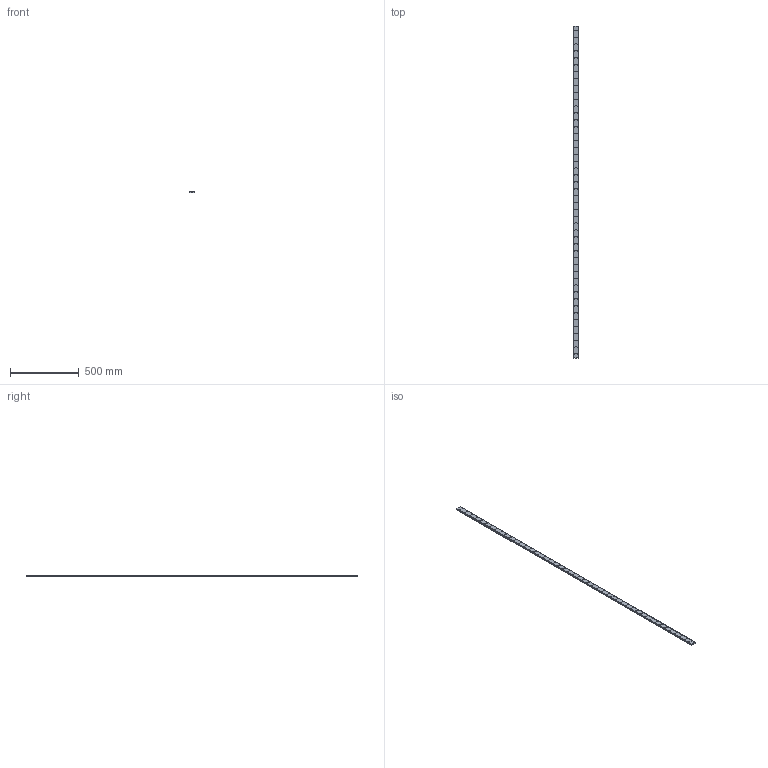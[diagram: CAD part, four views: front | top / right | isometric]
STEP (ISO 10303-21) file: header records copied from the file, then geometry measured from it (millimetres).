
FILE_DESCRIPTION(('STEP AP214'),'1');
FILE_NAME('cctmp_1518341E-6DE4-487B-98F5-5FD44EBA6B3C_2021_03_04_11_50_11_0012..stp','2021-03-04T10:50:11',('HIWIN GmbH'),('CADClick - www.CADClick.com'),'Spatial InterOp 3D',' ','unknown authorization');
FILE_SCHEMA(('AUTOMOTIVE_DESIGN'));
Length unit declared in the file: millimetre
Products named in the file (1): WER21R2410H_FILE
Bounding box: 37 x 2410 x 11 mm (x, y, z)
Volume: 893224.5 mm3; surface area: 260810 mm2
Topology: 1 solids, 1 shells, 967 faces, 2019 edges, 1346 vertices
Faces by surface type: cylinder 594, plane 373
Entity records: 34101 total; most frequent: DIRECTION 5143, CARTESIAN_POINT 4333, ORIENTED_EDGE 4038, AXIS2_PLACEMENT_3D 2156, EDGE_CURVE 2019, VERTEX_POINT 1346, EDGE_LOOP 1259, CIRCLE 1188
